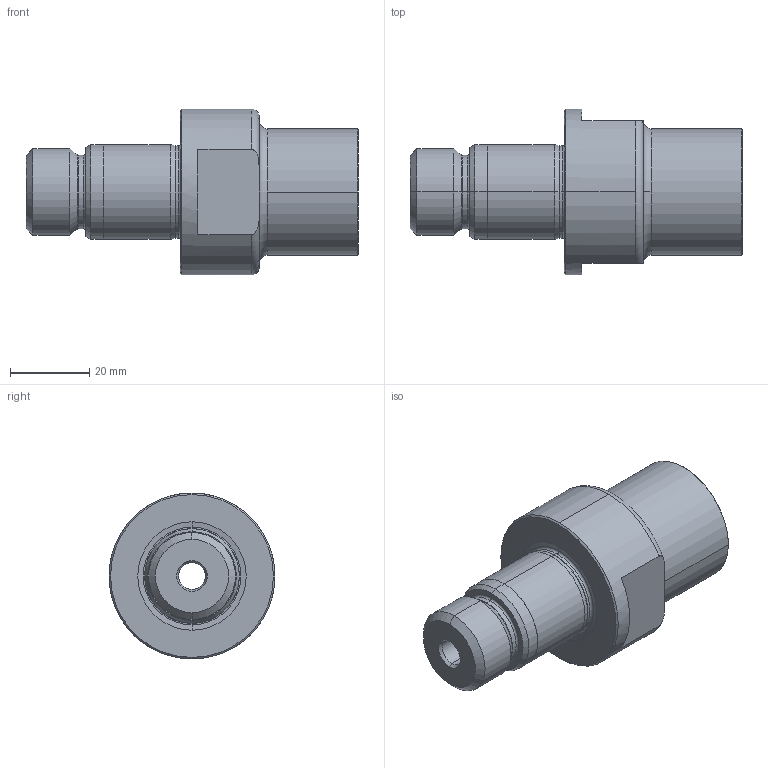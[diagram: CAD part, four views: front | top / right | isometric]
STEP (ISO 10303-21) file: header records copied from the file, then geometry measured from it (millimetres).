
FILE_DESCRIPTION (( 'STEP AP203' ), '1' );
FILE_NAME ('120.420.321C.STEP', '2018-03-13T15:19:47', ( 'SWIAdmin' ), ( 'Hewlett-Packard Company' ), 'SwSTEP 2.0', 'SolidWorks 2017', '' );
FILE_SCHEMA (( 'CONFIG_CONTROL_DESIGN' ));
Length unit declared in the file: millimetre
Products named in the file (1): 120.420.321C
Bounding box: 84 x 42 x 42 mm (x, y, z)
Volume: 52386.8 mm3; surface area: 13367.5 mm2
Topology: 1 solids, 1 shells, 78 faces, 168 edges, 97 vertices
Faces by surface type: cone 26, cylinder 22, torus 17, plane 13
Entity records: 2263 total; most frequent: DIRECTION 428, CARTESIAN_POINT 416, ORIENTED_EDGE 336, AXIS2_PLACEMENT_3D 185, EDGE_CURVE 168, CIRCLE 106, VERTEX_POINT 97, EDGE_LOOP 85
